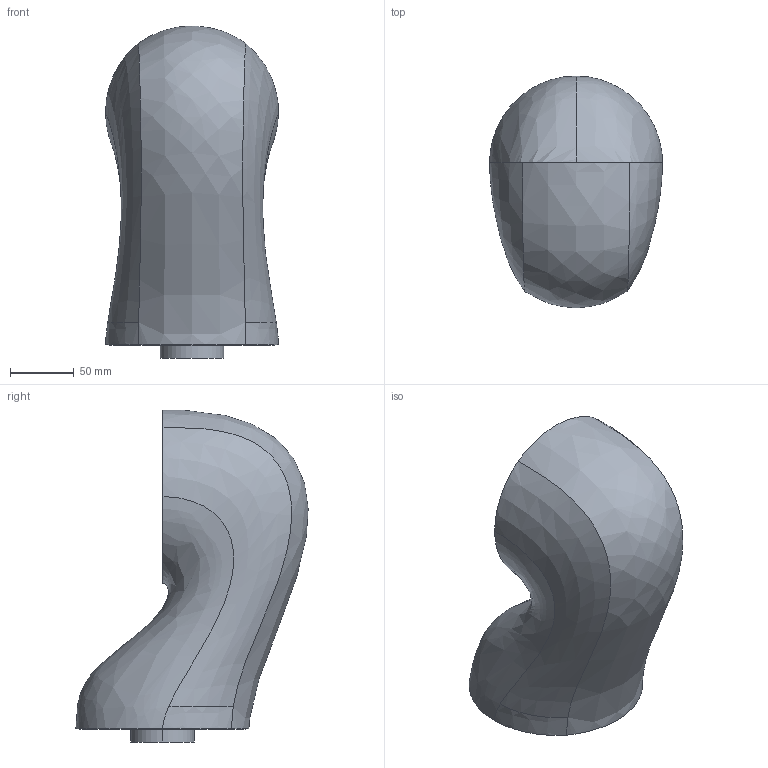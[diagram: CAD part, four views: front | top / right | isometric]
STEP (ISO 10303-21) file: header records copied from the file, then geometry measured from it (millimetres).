
FILE_DESCRIPTION (( 'STEP AP203' ), '1' );
FILE_NAME ('Link1_Default_sldprt.STEP', '2019-02-02T22:34:49', ( 'Jean Gonzalez' ), ( '' ), 'SwSTEP 2.0', 'SolidWorks 2017', '' );
FILE_SCHEMA (( 'CONFIG_CONTROL_DESIGN' ));
Length unit declared in the file: millimetre
Products named in the file (1): Link1_Default_sldprt
Bounding box: 135.96 x 182.57 x 260.96 mm (x, y, z)
Volume: 2705064.8 mm3; surface area: 122412 mm2
Topology: 1 solids, 1 shells, 18 faces, 39 edges, 26 vertices
Faces by surface type: bspline 7, cylinder 6, plane 5
Entity records: 4065 total; most frequent: CARTESIAN_POINT 3640, ORIENTED_EDGE 78, DIRECTION 54, EDGE_CURVE 39, VERTEX_POINT 26, AXIS2_PLACEMENT_3D 24, EDGE_LOOP 21, B_SPLINE_CURVE_WITH_KNOTS 21
